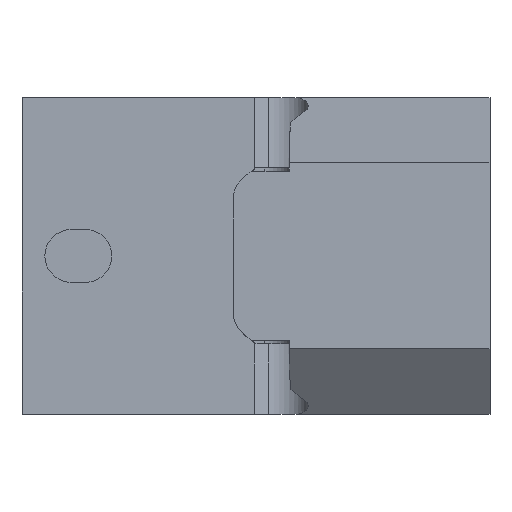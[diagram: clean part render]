
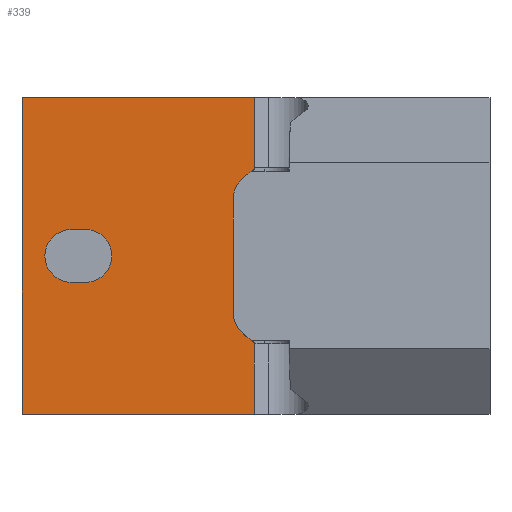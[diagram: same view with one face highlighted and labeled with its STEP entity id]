
A CAD part, top view. The second image highlights one B-rep face of the part: STEP entity #339.
In plain terms, the highlighted planar face has unit normal (0, 0, 1).
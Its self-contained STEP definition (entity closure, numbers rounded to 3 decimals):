
#112=LINE('',#1577,#216);
#117=LINE('',#1592,#221);
#124=LINE('',#1675,#228);
#142=LINE('',#1727,#246);
#166=LINE('',#1782,#270);
#167=LINE('',#1785,#271);
#168=LINE('',#1786,#272);
#169=LINE('',#1788,#273);
#170=LINE('',#1790,#274);
#171=LINE('',#1796,#275);
#216=VECTOR('',#1257,1.);
#221=VECTOR('',#1270,1.);
#228=VECTOR('',#1297,1.);
#246=VECTOR('',#1337,1.);
#270=VECTOR('',#1383,1.);
#271=VECTOR('',#1384,1.);
#272=VECTOR('',#1385,1.);
#273=VECTOR('',#1386,1.);
#274=VECTOR('',#1387,1.);
#275=VECTOR('',#1394,1.);
#339=ADVANCED_FACE('',(#424,#425),#392,.F.);
#392=PLANE('',#1175);
#424=FACE_BOUND('',#458,.T.);
#425=FACE_BOUND('',#459,.T.);
#458=EDGE_LOOP('',(#603,#604,#605,#606));
#459=EDGE_LOOP('',(#607,#608,#609,#610,#611,#612,#613,#614,#615,#616,#617,
#618));
#603=ORIENTED_EDGE('',*,*,#919,.F.);
#604=ORIENTED_EDGE('',*,*,#915,.F.);
#605=ORIENTED_EDGE('',*,*,#931,.F.);
#606=ORIENTED_EDGE('',*,*,#929,.F.);
#607=ORIENTED_EDGE('',*,*,#984,.T.);
#608=ORIENTED_EDGE('',*,*,#985,.T.);
#609=ORIENTED_EDGE('',*,*,#956,.F.);
#610=ORIENTED_EDGE('',*,*,#986,.F.);
#611=ORIENTED_EDGE('',*,*,#987,.F.);
#612=ORIENTED_EDGE('',*,*,#988,.T.);
#613=ORIENTED_EDGE('',*,*,#989,.F.);
#614=ORIENTED_EDGE('',*,*,#990,.F.);
#615=ORIENTED_EDGE('',*,*,#912,.T.);
#616=ORIENTED_EDGE('',*,*,#991,.F.);
#617=ORIENTED_EDGE('',*,*,#951,.F.);
#618=ORIENTED_EDGE('',*,*,#992,.T.);
#809=VERTEX_POINT('',#1575);
#811=VERTEX_POINT('',#1578);
#813=VERTEX_POINT('',#1584);
#814=VERTEX_POINT('',#1585);
#817=VERTEX_POINT('',#1593);
#824=VERTEX_POINT('',#1672);
#842=VERTEX_POINT('',#1715);
#843=VERTEX_POINT('',#1717);
#844=VERTEX_POINT('',#1721);
#847=VERTEX_POINT('',#1726);
#868=VERTEX_POINT('',#1783);
#869=VERTEX_POINT('',#1784);
#870=VERTEX_POINT('',#1787);
#871=VERTEX_POINT('',#1789);
#872=VERTEX_POINT('',#1791);
#873=VERTEX_POINT('',#1793);
#912=EDGE_CURVE('',#811,#809,#112,.T.);
#915=EDGE_CURVE('',#813,#814,#1061,.T.);
#919=EDGE_CURVE('',#814,#817,#117,.T.);
#929=EDGE_CURVE('',#817,#824,#1066,.T.);
#931=EDGE_CURVE('',#824,#813,#124,.T.);
#951=EDGE_CURVE('',#842,#843,#1073,.T.);
#956=EDGE_CURVE('',#847,#844,#142,.T.);
#984=EDGE_CURVE('',#868,#869,#166,.T.);
#985=EDGE_CURVE('',#869,#844,#167,.T.);
#986=EDGE_CURVE('',#870,#847,#168,.T.);
#987=EDGE_CURVE('',#871,#870,#169,.T.);
#988=EDGE_CURVE('',#871,#872,#170,.T.);
#989=EDGE_CURVE('',#873,#872,#1076,.T.);
#990=EDGE_CURVE('',#811,#873,#1077,.T.);
#991=EDGE_CURVE('',#843,#809,#1078,.T.);
#992=EDGE_CURVE('',#842,#868,#171,.T.);
#1061=CIRCLE('',#1137,7.5);
#1066=CIRCLE('',#1148,7.5);
#1073=CIRCLE('',#1159,26.);
#1076=CIRCLE('',#1172,26.);
#1077=CIRCLE('',#1173,8.);
#1078=CIRCLE('',#1174,8.);
#1137=AXIS2_PLACEMENT_3D('',#1583,#1262,#1263);
#1148=AXIS2_PLACEMENT_3D('',#1671,#1292,#1293);
#1159=AXIS2_PLACEMENT_3D('',#1716,#1329,#1330);
#1172=AXIS2_PLACEMENT_3D('',#1792,#1388,#1389);
#1173=AXIS2_PLACEMENT_3D('',#1794,#1390,#1391);
#1174=AXIS2_PLACEMENT_3D('',#1795,#1392,#1393);
#1175=AXIS2_PLACEMENT_3D('',#1797,#1395,#1396);
#1257=DIRECTION('',(0.,1.,0.));
#1262=DIRECTION('',(0.,0.,1.));
#1263=DIRECTION('',(1.,0.,0.));
#1270=DIRECTION('',(1.,0.,0.));
#1292=DIRECTION('',(0.,0.,1.));
#1293=DIRECTION('',(-1.,0.,0.));
#1297=DIRECTION('',(-1.,0.,0.));
#1329=DIRECTION('',(0.,0.,-1.));
#1330=DIRECTION('',(-1.,0.,0.));
#1337=DIRECTION('',(0.,1.,0.));
#1383=DIRECTION('',(0.,1.,0.));
#1384=DIRECTION('',(-1.,0.,0.));
#1385=DIRECTION('',(-1.,0.,0.));
#1386=DIRECTION('',(0.,-1.,0.));
#1387=DIRECTION('',(1.,0.,0.));
#1388=DIRECTION('',(0.,0.,-1.));
#1389=DIRECTION('',(-1.,0.,0.));
#1390=DIRECTION('',(0.,0.,1.));
#1391=DIRECTION('',(-1.,0.,0.));
#1392=DIRECTION('',(0.,0.,1.));
#1393=DIRECTION('',(1.,0.,0.));
#1394=DIRECTION('',(-1.,0.,0.));
#1395=DIRECTION('',(0.,0.,-1.));
#1396=DIRECTION('',(-1.,0.,0.));
#1575=CARTESIAN_POINT('',(-16.,16.104,0.));
#1577=CARTESIAN_POINT('',(-16.,-45.,0.));
#1578=CARTESIAN_POINT('',(-16.,-16.104,0.));
#1583=CARTESIAN_POINT('',(-62.,0.,0.));
#1584=CARTESIAN_POINT('',(-62.,7.5,0.));
#1585=CARTESIAN_POINT('',(-62.,-7.5,0.));
#1592=CARTESIAN_POINT('',(-62.,-7.5,0.));
#1593=CARTESIAN_POINT('',(-58.,-7.5,0.));
#1671=CARTESIAN_POINT('',(-58.,0.,0.));
#1672=CARTESIAN_POINT('',(-58.,7.5,0.));
#1675=CARTESIAN_POINT('',(-58.,7.5,0.));
#1715=CARTESIAN_POINT('',(-9.503,25.,0.));
#1716=CARTESIAN_POINT('',(-26.7,44.5,0.));
#1717=CARTESIAN_POINT('',(-12.4,22.786,0.));
#1721=CARTESIAN_POINT('',(-76.,45.,0.));
#1726=CARTESIAN_POINT('',(-76.,-45.,0.));
#1727=CARTESIAN_POINT('',(-76.,-45.,0.));
#1782=CARTESIAN_POINT('',(-9.994,25.,0.));
#1783=CARTESIAN_POINT('',(-9.994,25.,0.));
#1784=CARTESIAN_POINT('',(-9.994,45.,0.));
#1785=CARTESIAN_POINT('',(-16.,45.,0.));
#1786=CARTESIAN_POINT('',(-16.,-45.,0.));
#1787=CARTESIAN_POINT('',(-9.994,-45.,0.));
#1788=CARTESIAN_POINT('',(-9.994,-25.,0.));
#1789=CARTESIAN_POINT('',(-9.994,-25.,0.));
#1790=CARTESIAN_POINT('',(0.,-25.,0.));
#1791=CARTESIAN_POINT('',(-9.503,-25.,0.));
#1792=CARTESIAN_POINT('',(-26.7,-44.5,0.));
#1793=CARTESIAN_POINT('',(-12.4,-22.786,0.));
#1794=CARTESIAN_POINT('',(-8.,-16.104,0.));
#1795=CARTESIAN_POINT('',(-8.,16.104,0.));
#1796=CARTESIAN_POINT('',(0.,25.,0.));
#1797=CARTESIAN_POINT('',(-16.,-45.,0.));
